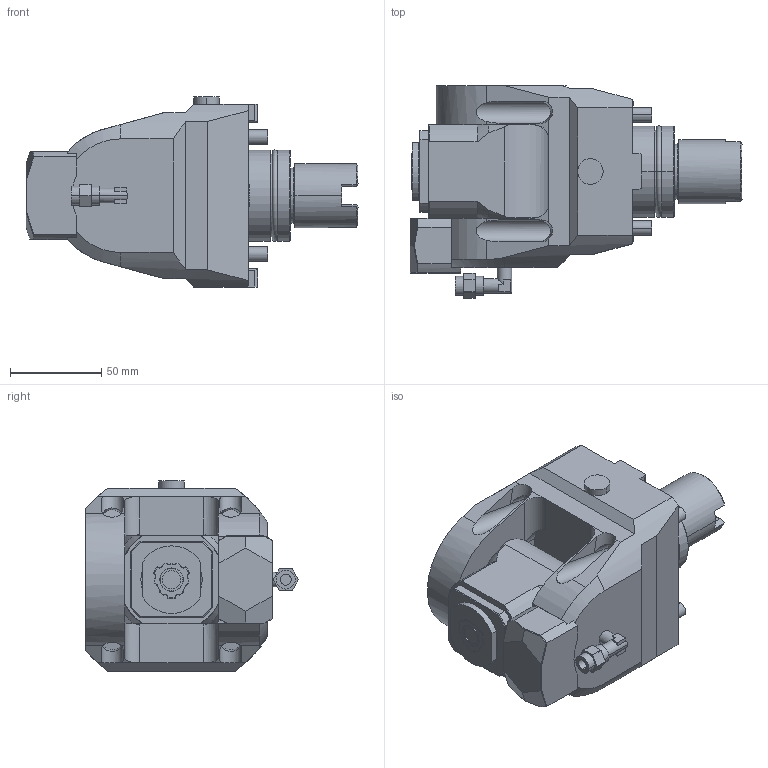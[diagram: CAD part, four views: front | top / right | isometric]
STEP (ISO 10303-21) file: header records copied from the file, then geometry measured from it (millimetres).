
FILE_DESCRIPTION((''),'2;1');
FILE_NAME('TKW0505316_CONF','2024-12-12T08:51:21',('smalpassi'),('M.T. srl'),'CREO PARAMETRIC BY PTC INC, 2023352','CREO PARAMETRIC BY PTC INC, 2023352','');
FILE_SCHEMA(('CONFIG_CONTROL_DESIGN'));
Length unit declared in the file: millimetre
Products named in the file (1): TKW0505316_CONF
Bounding box: 181.7 x 116.37 x 104 mm (x, y, z)
Volume: 842073.6 mm3; surface area: 85631.5 mm2
Topology: 1 solids, 1 shells, 404 faces, 1032 edges, 658 vertices
Faces by surface type: plane 194, cylinder 121, cone 52, torus 17, bspline 16, sphere 2, extrusion 2
Entity records: 13918 total; most frequent: CARTESIAN_POINT 4303, ORIENTED_EDGE 2060, DIRECTION 1898, EDGE_CURVE 1030, AXIS2_PLACEMENT_3D 687, VERTEX_POINT 658, VECTOR 524, LINE 522
